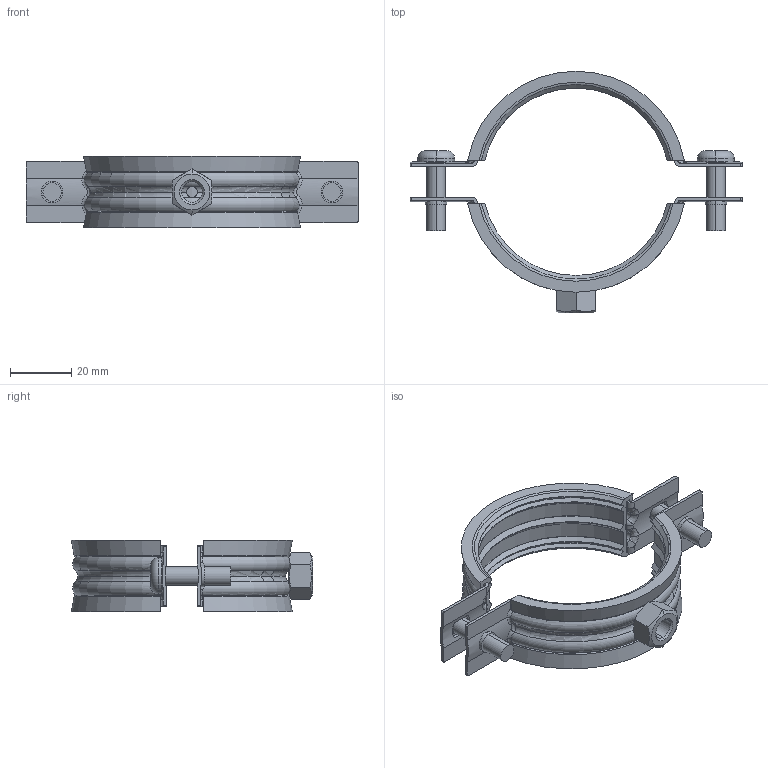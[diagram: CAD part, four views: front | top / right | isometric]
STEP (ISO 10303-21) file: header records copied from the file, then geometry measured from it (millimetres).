
FILE_DESCRIPTION (( 'STEP AP203' ), '1' );
FILE_NAME ('ET-MP40D-SK-059-02-040.STEP', '2024-04-04T14:16:36', ( '' ), ( '' ), 'SwSTEP 2.0', 'SolidWorks 2022', '' );
FILE_SCHEMA (( 'CONFIG_CONTROL_DESIGN' ));
Length unit declared in the file: millimetre
Products named in the file (1): ET-MP40D-SK-059-02-040
Bounding box: 108 x 78.54 x 23.2 mm (x, y, z)
Volume: 17318.1 mm3; surface area: 28634.1 mm2
Topology: 7 solids, 7 shells, 347 faces, 907 edges, 578 vertices
Faces by surface type: torus 88, plane 86, cylinder 73, bspline 56, cone 36, sphere 8
Entity records: 14471 total; most frequent: CARTESIAN_POINT 6527, ORIENTED_EDGE 1814, DIRECTION 1436, EDGE_CURVE 907, AXIS2_PLACEMENT_3D 591, VERTEX_POINT 578, EDGE_LOOP 363, B_SPLINE_CURVE_WITH_KNOTS 354
